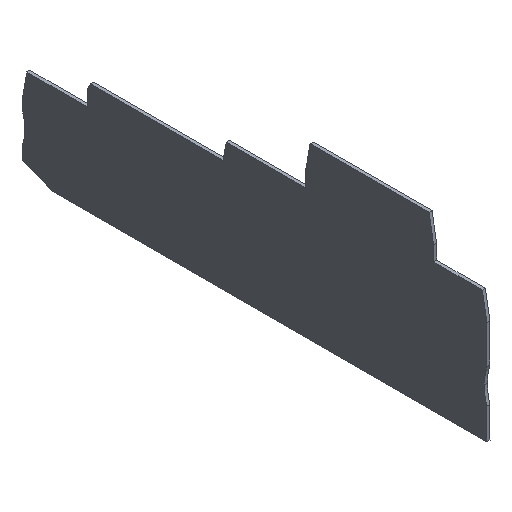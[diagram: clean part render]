
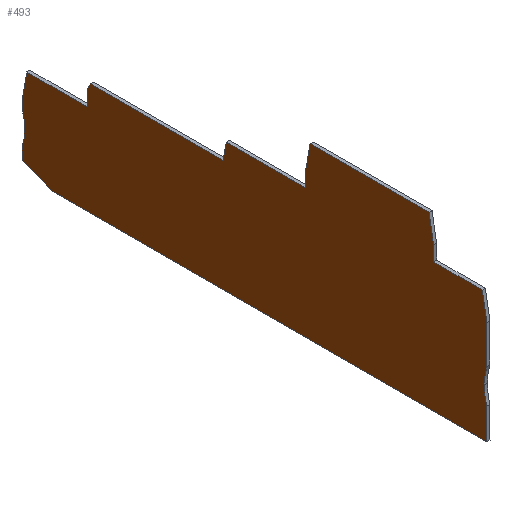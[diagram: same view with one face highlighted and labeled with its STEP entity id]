
A CAD part, isometric view. The second image highlights one B-rep face of the part: STEP entity #493.
In plain terms, the highlighted planar face has unit normal (-1, 0, 0).
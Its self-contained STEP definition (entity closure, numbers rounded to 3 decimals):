
#34=CIRCLE('',#503,15.);
#37=CIRCLE('',#518,15.);
#41=VERTEX_POINT('',#625);
#44=VERTEX_POINT('',#630);
#45=VERTEX_POINT('',#634);
#48=VERTEX_POINT('',#639);
#50=VERTEX_POINT('',#645);
#52=VERTEX_POINT('',#651);
#54=VERTEX_POINT('',#656);
#56=VERTEX_POINT('',#660);
#58=VERTEX_POINT('',#666);
#59=VERTEX_POINT('',#673);
#61=VERTEX_POINT('',#679);
#64=VERTEX_POINT('',#686);
#66=VERTEX_POINT('',#690);
#67=VERTEX_POINT('',#694);
#70=VERTEX_POINT('',#699);
#72=VERTEX_POINT('',#705);
#74=VERTEX_POINT('',#710);
#76=VERTEX_POINT('',#717);
#78=VERTEX_POINT('',#723);
#80=VERTEX_POINT('',#728);
#82=VERTEX_POINT('',#732);
#84=VERTEX_POINT('',#738);
#86=VERTEX_POINT('',#747);
#90=VECTOR('',#528,1.);
#94=VECTOR('',#533,1.);
#97=VECTOR('',#537,1.);
#100=VECTOR('',#541,1.);
#104=VECTOR('',#546,1.);
#107=VECTOR('',#550,1.);
#109=VECTOR('',#553,1.);
#113=VECTOR('',#564,1.);
#117=VECTOR('',#569,1.);
#121=VECTOR('',#574,1.);
#124=VECTOR('',#578,1.);
#127=VECTOR('',#582,1.);
#130=VECTOR('',#586,1.);
#133=VECTOR('',#590,1.);
#137=VECTOR('',#595,1.);
#140=VECTOR('',#599,1.);
#142=VECTOR('',#602,1.);
#145=VECTOR('',#606,1.);
#147=VECTOR('',#615,1.);
#149=VECTOR('',#618,1.);
#153=LINE('',#631,#90);
#157=LINE('',#640,#94);
#160=LINE('',#646,#97);
#163=LINE('',#652,#100);
#167=LINE('',#661,#104);
#170=LINE('',#667,#107);
#172=LINE('',#670,#109);
#176=LINE('',#682,#113);
#180=LINE('',#691,#117);
#184=LINE('',#700,#121);
#187=LINE('',#706,#124);
#190=LINE('',#712,#127);
#193=LINE('',#718,#130);
#196=LINE('',#724,#133);
#200=LINE('',#733,#137);
#203=LINE('',#739,#140);
#205=LINE('',#742,#142);
#208=LINE('',#748,#145);
#210=LINE('',#754,#147);
#212=LINE('',#757,#149);
#216=EDGE_CURVE('',#44,#41,#153,.T.);
#220=EDGE_CURVE('',#48,#45,#157,.T.);
#223=EDGE_CURVE('',#44,#50,#160,.T.);
#226=EDGE_CURVE('',#50,#52,#163,.T.);
#230=EDGE_CURVE('',#54,#56,#167,.T.);
#233=EDGE_CURVE('',#52,#58,#170,.T.);
#235=EDGE_CURVE('',#56,#45,#172,.T.);
#237=EDGE_CURVE('',#59,#58,#34,.T.);
#241=EDGE_CURVE('',#54,#61,#176,.T.);
#245=EDGE_CURVE('',#64,#66,#180,.T.);
#249=EDGE_CURVE('',#70,#67,#184,.T.);
#252=EDGE_CURVE('',#66,#72,#187,.T.);
#255=EDGE_CURVE('',#74,#67,#190,.T.);
#258=EDGE_CURVE('',#76,#72,#193,.T.);
#261=EDGE_CURVE('',#76,#78,#196,.T.);
#265=EDGE_CURVE('',#82,#80,#200,.T.);
#268=EDGE_CURVE('',#84,#78,#203,.T.);
#270=EDGE_CURVE('',#70,#61,#205,.T.);
#273=EDGE_CURVE('',#84,#86,#208,.T.);
#275=EDGE_CURVE('',#82,#41,#37,.T.);
#277=EDGE_CURVE('',#74,#86,#210,.T.);
#279=EDGE_CURVE('',#48,#80,#212,.T.);
#281=EDGE_CURVE('',#64,#59,#34,.T.);
#393=ORIENTED_EDGE('',*,*,#216,.F.);
#394=ORIENTED_EDGE('',*,*,#223,.T.);
#395=ORIENTED_EDGE('',*,*,#226,.T.);
#396=ORIENTED_EDGE('',*,*,#233,.T.);
#397=ORIENTED_EDGE('',*,*,#237,.F.);
#398=ORIENTED_EDGE('',*,*,#281,.F.);
#399=ORIENTED_EDGE('',*,*,#245,.T.);
#400=ORIENTED_EDGE('',*,*,#252,.T.);
#401=ORIENTED_EDGE('',*,*,#258,.F.);
#402=ORIENTED_EDGE('',*,*,#261,.T.);
#403=ORIENTED_EDGE('',*,*,#268,.F.);
#404=ORIENTED_EDGE('',*,*,#273,.T.);
#405=ORIENTED_EDGE('',*,*,#277,.F.);
#406=ORIENTED_EDGE('',*,*,#255,.T.);
#407=ORIENTED_EDGE('',*,*,#249,.F.);
#408=ORIENTED_EDGE('',*,*,#270,.T.);
#409=ORIENTED_EDGE('',*,*,#241,.F.);
#410=ORIENTED_EDGE('',*,*,#230,.T.);
#411=ORIENTED_EDGE('',*,*,#235,.T.);
#412=ORIENTED_EDGE('',*,*,#220,.F.);
#413=ORIENTED_EDGE('',*,*,#279,.T.);
#414=ORIENTED_EDGE('',*,*,#265,.F.);
#415=ORIENTED_EDGE('',*,*,#275,.T.);
#443=EDGE_LOOP('',(#393,#394,#395,#396,#397,#398,#399,#400,#401,#402,#403,
#404,#405,#406,#407,#408,#409,#410,#411,#412,#413,#414,#415));
#468=FACE_BOUND('',#443,.T.);
#493=ADVANCED_FACE('',(#468),#782,.T.);
#503=AXIS2_PLACEMENT_3D('',#675,#557,#558);
#518=AXIS2_PLACEMENT_3D('',#751,#611,#612);
#522=AXIS2_PLACEMENT_3D('',#759,#620,$);
#528=DIRECTION('',(0.,0.,1.));
#533=DIRECTION('',(0.,-1.,0.));
#537=DIRECTION('',(0.,-0.94,-0.342));
#541=DIRECTION('',(0.,-1.,0.));
#546=DIRECTION('',(0.,0.389,-0.921));
#550=DIRECTION('',(0.,0.,1.));
#553=DIRECTION('',(0.,0.,-1.));
#557=DIRECTION('',(-1.,0.,0.));
#558=DIRECTION('',(0.,15.,0.));
#564=DIRECTION('',(0.,-1.,0.));
#569=DIRECTION('',(0.,0.,1.));
#574=DIRECTION('',(0.,-1.,0.));
#578=DIRECTION('',(0.,0.174,0.985));
#582=DIRECTION('',(0.,0.,-1.));
#586=DIRECTION('',(0.,-1.,0.));
#590=DIRECTION('',(0.,0.,1.));
#595=DIRECTION('',(0.,0.,1.));
#599=DIRECTION('',(0.,-0.174,-0.985));
#602=DIRECTION('',(0.,0.174,-0.985));
#606=DIRECTION('',(0.,1.,0.));
#611=DIRECTION('',(1.,0.,0.));
#612=DIRECTION('',(0.,15.,0.));
#615=DIRECTION('',(0.,-0.174,0.985));
#618=DIRECTION('',(0.,0.174,-0.985));
#620=DIRECTION('',(-1.,0.,0.));
#625=CARTESIAN_POINT('',(0.,121.7,5.764));
#630=CARTESIAN_POINT('',(0.,121.7,2.946));
#631=CARTESIAN_POINT('',(0.,121.7,2.946));
#634=CARTESIAN_POINT('',(0.,104.6,23.6));
#639=CARTESIAN_POINT('',(0.,120.443,23.6));
#640=CARTESIAN_POINT('',(0.,120.443,23.6));
#645=CARTESIAN_POINT('',(0.,113.604,0.));
#646=CARTESIAN_POINT('',(0.,121.7,2.946));
#651=CARTESIAN_POINT('',(0.,0.,0.));
#652=CARTESIAN_POINT('',(0.,113.604,0.));
#656=CARTESIAN_POINT('',(0.,103.882,29.2));
#660=CARTESIAN_POINT('',(0.,104.6,27.5));
#661=CARTESIAN_POINT('',(0.,103.882,29.2));
#666=CARTESIAN_POINT('',(0.,0.,8.));
#667=CARTESIAN_POINT('',(0.,0.,0.));
#670=CARTESIAN_POINT('',(0.,104.6,27.5));
#673=CARTESIAN_POINT('',(0.,0.691,12.5));
#675=CARTESIAN_POINT('',(0.,-14.309,12.5));
#679=CARTESIAN_POINT('',(0.,69.06,29.2));
#682=CARTESIAN_POINT('',(0.,103.882,29.2));
#686=CARTESIAN_POINT('',(0.,0.,17.));
#690=CARTESIAN_POINT('',(0.,0.,26.99));
#691=CARTESIAN_POINT('',(0.,0.,17.));
#694=CARTESIAN_POINT('',(0.,47.5,33.8));
#699=CARTESIAN_POINT('',(0.,68.249,33.8));
#700=CARTESIAN_POINT('',(0.,68.249,33.8));
#705=CARTESIAN_POINT('',(0.,1.201,33.8));
#706=CARTESIAN_POINT('',(0.,0.,26.99));
#710=CARTESIAN_POINT('',(0.,47.5,37.59));
#712=CARTESIAN_POINT('',(0.,47.5,37.59));
#717=CARTESIAN_POINT('',(0.,13.95,33.8));
#718=CARTESIAN_POINT('',(0.,13.95,33.8));
#723=CARTESIAN_POINT('',(0.,13.95,37.59));
#724=CARTESIAN_POINT('',(0.,13.95,33.8));
#728=CARTESIAN_POINT('',(0.,121.65,16.754));
#732=CARTESIAN_POINT('',(0.,121.65,14.675));
#733=CARTESIAN_POINT('',(0.,121.65,14.675));
#738=CARTESIAN_POINT('',(0.,15.151,44.4));
#739=CARTESIAN_POINT('',(0.,15.151,44.4));
#742=CARTESIAN_POINT('',(0.,68.249,33.8));
#747=CARTESIAN_POINT('',(0.,46.299,44.4));
#748=CARTESIAN_POINT('',(0.,15.151,44.4));
#751=CARTESIAN_POINT('',(0.,135.998,10.3));
#754=CARTESIAN_POINT('',(0.,47.5,37.59));
#757=CARTESIAN_POINT('',(0.,120.443,23.6));
#759=CARTESIAN_POINT('',(0.,29.859,30.598));
#782=PLANE('',#522);
